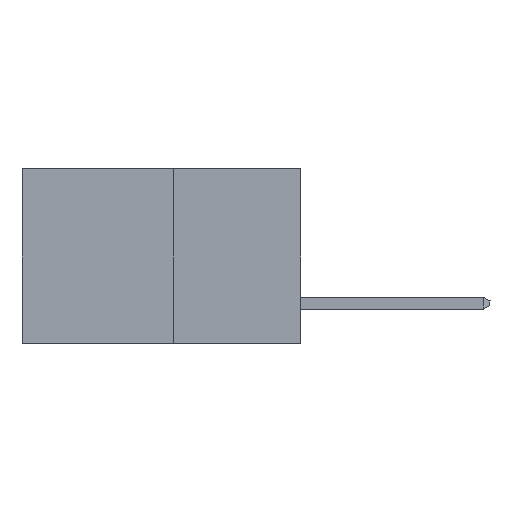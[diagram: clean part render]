
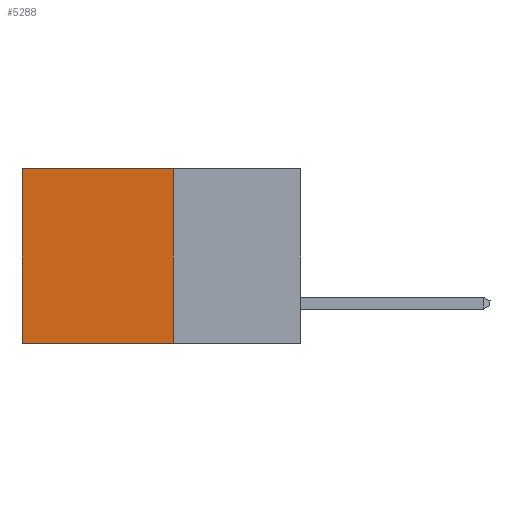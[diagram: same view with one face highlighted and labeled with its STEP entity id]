
A CAD part, left-side view. The second image highlights one B-rep face of the part: STEP entity #5288.
In plain terms, the highlighted planar face has unit normal (-1, 0, 0).
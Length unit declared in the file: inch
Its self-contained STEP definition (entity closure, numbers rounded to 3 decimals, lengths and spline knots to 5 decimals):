
#39 = CARTESIAN_POINT ( 'NONE',  ( 0.277, 0.27, -0.37 ) ) ;
#258 = DIRECTION ( 'NONE',  ( 0., 0., -1. ) ) ;
#434 = VERTEX_POINT ( 'NONE', #737 ) ;
#579 = CARTESIAN_POINT ( 'NONE',  ( 0.277, 0.59, -0.37 ) ) ;
#640 = DIRECTION ( 'NONE',  ( 0., 1., 0. ) ) ;
#737 = CARTESIAN_POINT ( 'NONE',  ( 0.277, 0.59, -0.37 ) ) ;
#1261 = VECTOR ( 'NONE', #640, 39.37008 ) ;
#1616 = DIRECTION ( 'NONE',  ( 0., 1., 0. ) ) ;
#1640 = CARTESIAN_POINT ( 'NONE',  ( 0.277, 0.27, -0.37 ) ) ;
#2557 = CARTESIAN_POINT ( 'NONE',  ( 0.277, 0.59, 0. ) ) ;
#2649 = LINE ( 'NONE', #1640, #15000 ) ;
#2838 = CARTESIAN_POINT ( 'NONE',  ( 0.277, 0.27, 0. ) ) ;
#3324 = EDGE_CURVE ( 'NONE', #14052, #11544, #14155, .T. ) ;
#4219 = EDGE_CURVE ( 'NONE', #4467, #434, #2649, .T. ) ;
#4285 = VECTOR ( 'NONE', #11488, 39.37008 ) ;
#4467 = VERTEX_POINT ( 'NONE', #6177 ) ;
#5288 = ADVANCED_FACE ( 'NONE', ( #6476 ), #11269, .F. ) ;
#6177 = CARTESIAN_POINT ( 'NONE',  ( 0.277, 0.27, -0.37 ) ) ;
#6476 = FACE_OUTER_BOUND ( 'NONE', #11162, .T. ) ;
#7434 = LINE ( 'NONE', #579, #4285 ) ;
#7735 = EDGE_CURVE ( 'NONE', #14052, #4467, #12185, .T. ) ;
#8482 = ORIENTED_EDGE ( 'NONE', *, *, #15150, .T. ) ;
#9119 = CARTESIAN_POINT ( 'NONE',  ( 0.277, 0.27, 0. ) ) ;
#9491 = VECTOR ( 'NONE', #258, 39.37008 ) ;
#9697 = ORIENTED_EDGE ( 'NONE', *, *, #7735, .F. ) ;
#11162 = EDGE_LOOP ( 'NONE', ( #8482, #12120, #9697, #11588 ) ) ;
#11269 = PLANE ( 'NONE',  #11951 ) ;
#11488 = DIRECTION ( 'NONE',  ( 0., 0., -1. ) ) ;
#11526 = DIRECTION ( 'NONE',  ( 0., 0., -1. ) ) ;
#11544 = VERTEX_POINT ( 'NONE', #2557 ) ;
#11581 = DIRECTION ( 'NONE',  ( 1., 0., 0. ) ) ;
#11588 = ORIENTED_EDGE ( 'NONE', *, *, #3324, .T. ) ;
#11627 = CARTESIAN_POINT ( 'NONE',  ( 0.277, 0.27, -0.37 ) ) ;
#11951 = AXIS2_PLACEMENT_3D ( 'NONE', #11627, #11581, #11526 ) ;
#12120 = ORIENTED_EDGE ( 'NONE', *, *, #4219, .F. ) ;
#12185 = LINE ( 'NONE', #39, #9491 ) ;
#14052 = VERTEX_POINT ( 'NONE', #2838 ) ;
#14155 = LINE ( 'NONE', #9119, #1261 ) ;
#15000 = VECTOR ( 'NONE', #1616, 39.37008 ) ;
#15150 = EDGE_CURVE ( 'NONE', #11544, #434, #7434, .T. ) ;
